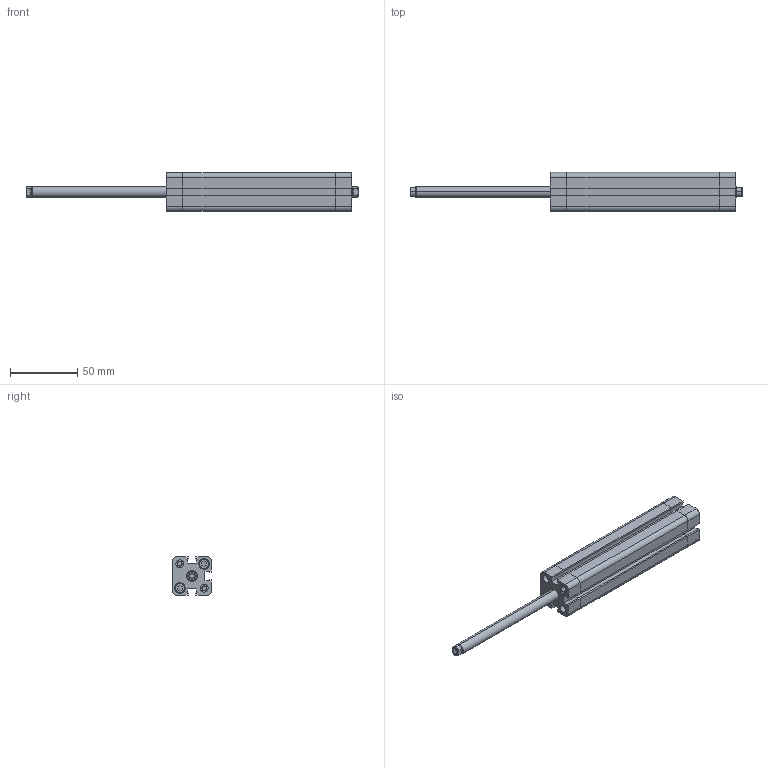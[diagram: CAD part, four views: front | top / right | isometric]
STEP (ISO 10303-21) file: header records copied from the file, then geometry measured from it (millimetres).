
FILE_DESCRIPTION (( 'STEP AP214' ), '1' );
FILE_NAME ('PKD-16-100-CYLINDER.STEP', '2013-09-11T13:49:08', ( '' ), ( '' ), 'SwSTEP 2.0', 'SolidWorks 2010', '' );
FILE_SCHEMA (( 'AUTOMOTIVE_DESIGN' ));
Length unit declared in the file: millimetre
Products named in the file (4): PKD  16  BORU_Varsayýlan; PKD 16 ÖN  KAPAK_Varsayýlan; PKD 16 MÝL_Varsayýlan; PKD-16-100-CYLINDER
Assembly tree (4 placements, depth 2):
  PKD-16-100-CYLINDER
    PKD 16 MÝL_Varsayýlan
    PKD  16  BORU_Varsayýlan
    PKD 16 ÖN  KAPAK_Varsayýlan  x2
Bounding box: 247 x 29 x 29 mm (x, y, z)
Volume: 78007.6 mm3; surface area: 47494.6 mm2
Topology: 4 solids, 4 shells, 274 faces, 682 edges, 446 vertices
Faces by surface type: plane 154, cylinder 94, torus 14, cone 12
Entity records: 5858 total; most frequent: CARTESIAN_POINT 1047, DIRECTION 980, ORIENTED_EDGE 920, EDGE_CURVE 460, AXIS2_PLACEMENT_3D 345, VERTEX_POINT 300, VECTOR 290, LINE 290
